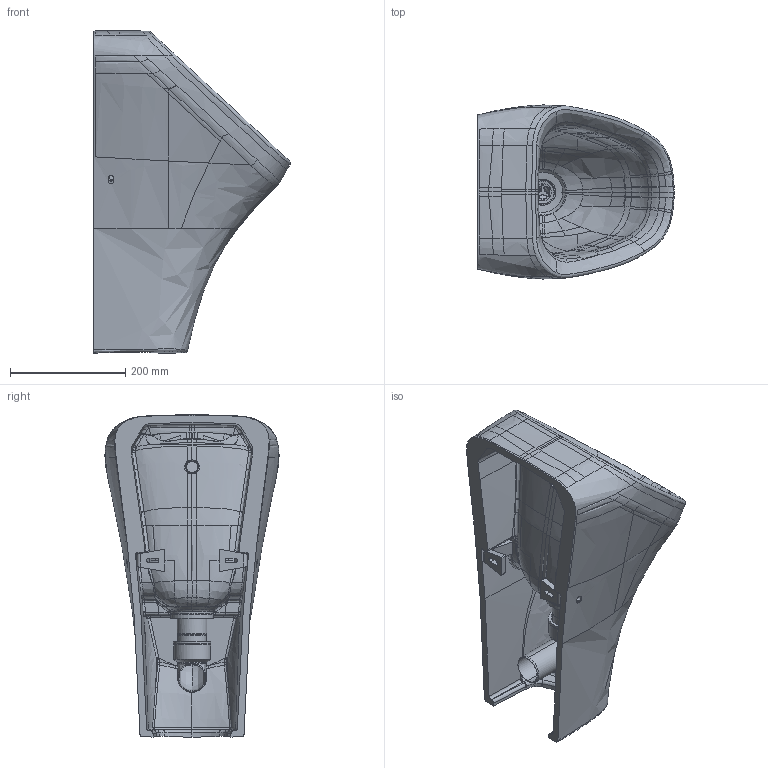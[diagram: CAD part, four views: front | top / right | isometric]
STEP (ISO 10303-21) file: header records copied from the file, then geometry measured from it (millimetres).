
FILE_DESCRIPTION((''),'2;1');
FILE_NAME('280630.stp','2014-11-04T11:19:52',('Administrator'),(''),'Autodesk Inventor 2011','Autodesk Inventor 2011','');
FILE_SCHEMA(('CONFIG_CONTROL_DESIGN'));
Length unit declared in the file: millimetre
Products named in the file (9): 280630; Membraneventil fuer Urinale; Geruchsverschluss; Verschraubung 77mm; Bogen; Ventil 1; Part1; Wasserdüse
Assembly tree (9 placements, depth 3):
  280630
    280630
    Membraneventil fuer Urinale
      Geruchsverschluss
      Verschraubung 77mm
      Bogen
      Ventil 1
    Part1  x2
    Wasserdüse
Bounding box: 341.09 x 302.18 x 559.91 mm (x, y, z)
Volume: 9659339.6 mm3; surface area: 946605.4 mm2
Topology: 12 solids, 12 shells, 1101 faces, 2771 edges, 1693 vertices
Faces by surface type: bspline 837, plane 118, cylinder 94, cone 34, torus 11, sphere 7
Full cylindrical faces by diameter (mm): 10 x2, 20 x1, 28 x1, 29 x1, 29.6 x1, 30 x2, 32 x1, 32.752 x1, 34 x1, 36 x2, 38.4 x1, 40 x2, 45.25 x1, 47 x1, 47.6 x1, 49 x1, 50 x1, 52 x1, 56 x2, 60 x2, 64 x1, 65 x2, 70 x2, 74 x1
Entity records: 193112 total; most frequent: CARTESIAN_POINT 171801, ORIENTED_EDGE 5222, EDGE_CURVE 2611, DIRECTION 2194, VERTEX_POINT 1628, B_SPLINE_CURVE_WITH_KNOTS 1592, EDGE_LOOP 1173, FACE_OUTER_BOUND 1071
